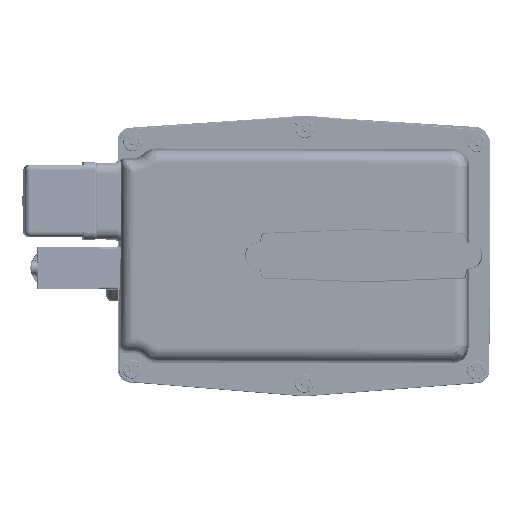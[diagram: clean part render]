
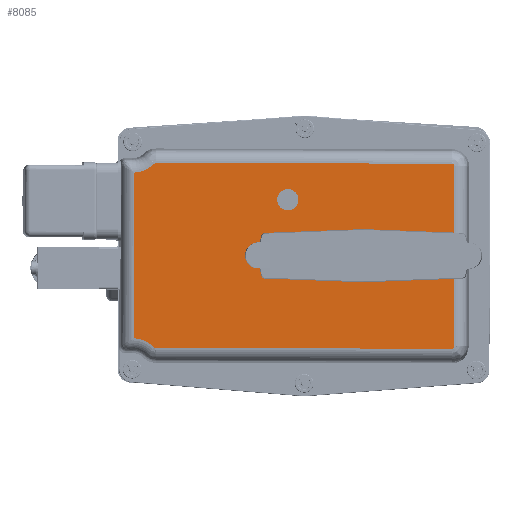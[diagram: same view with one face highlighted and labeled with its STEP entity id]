
A CAD part, top view. The second image highlights one B-rep face of the part: STEP entity #8085.
In plain terms, the highlighted planar face has unit normal (0, 0, 1).
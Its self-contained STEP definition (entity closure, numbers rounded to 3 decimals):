
#8085=ADVANCED_FACE('',(#19502,#19503),#19504,.T.);
#19502=FACE_OUTER_BOUND('',#37929,.T.);
#19503=FACE_BOUND('',#37930,.T.);
#19504=PLANE('',#37931);
#37929=EDGE_LOOP('',(#61517,#61518,#61519,#61520,#61521,#61522,#61523,#61524,#61525,#61526));
#37930=EDGE_LOOP('',(#61527,#61528));
#37931=AXIS2_PLACEMENT_3D('',#61529,#61530,#61531);
#61517=ORIENTED_EDGE('',*,*,#96693,.F.);
#61518=ORIENTED_EDGE('',*,*,#97038,.F.);
#61519=ORIENTED_EDGE('',*,*,#97039,.F.);
#61520=ORIENTED_EDGE('',*,*,#96760,.F.);
#61521=ORIENTED_EDGE('',*,*,#97040,.F.);
#61522=ORIENTED_EDGE('',*,*,#96751,.F.);
#61523=ORIENTED_EDGE('',*,*,#97041,.F.);
#61524=ORIENTED_EDGE('',*,*,#96746,.F.);
#61525=ORIENTED_EDGE('',*,*,#97042,.F.);
#61526=ORIENTED_EDGE('',*,*,#97043,.F.);
#61527=ORIENTED_EDGE('',*,*,#96822,.F.);
#61528=ORIENTED_EDGE('',*,*,#97036,.F.);
#61529=CARTESIAN_POINT('',(32.565,32.684,117.061));
#61530=DIRECTION('',(0.,0.,1.0));
#61531=DIRECTION('',(1.0,0.,0.0));
#96693=EDGE_CURVE('',#115405,#115407,#115408,.T.);
#96746=EDGE_CURVE('',#115501,#115503,#115504,.T.);
#96751=EDGE_CURVE('',#115510,#115512,#115513,.T.);
#96760=EDGE_CURVE('',#115526,#115528,#115529,.T.);
#96822=EDGE_CURVE('',#115632,#115628,#115634,.T.);
#97036=EDGE_CURVE('',#115628,#115632,#115950,.T.);
#97038=EDGE_CURVE('',#115952,#115405,#115953,.T.);
#97039=EDGE_CURVE('',#115528,#115952,#115954,.T.);
#97040=EDGE_CURVE('',#115512,#115526,#115955,.T.);
#97041=EDGE_CURVE('',#115503,#115510,#115956,.T.);
#97042=EDGE_CURVE('',#115957,#115501,#115958,.T.);
#97043=EDGE_CURVE('',#115407,#115957,#115959,.T.);
#115405=VERTEX_POINT('',#146409);
#115407=VERTEX_POINT('',#146426);
#115408=LINE('',#146427,#146428);
#115501=VERTEX_POINT('',#146570);
#115503=VERTEX_POINT('',#146572);
#115504=LINE('',#146573,#146574);
#115510=VERTEX_POINT('',#146581);
#115512=VERTEX_POINT('',#146583);
#115513=LINE('',#146584,#146585);
#115526=VERTEX_POINT('',#146600);
#115528=VERTEX_POINT('',#146602);
#115529=LINE('',#146603,#146604);
#115628=VERTEX_POINT('',#146740);
#115632=VERTEX_POINT('',#146744);
#115634=CIRCLE('',#146746,8.55);
#115950=CIRCLE('',#147108,8.55);
#115952=VERTEX_POINT('',#147110);
#115953=CIRCLE('',#147111,11.604);
#115954=CIRCLE('',#147112,0.906);
#115955=CIRCLE('',#147113,0.906);
#115956=CIRCLE('',#147114,0.906);
#115957=VERTEX_POINT('',#147115);
#115958=CIRCLE('',#147116,0.906);
#115959=CIRCLE('',#147117,11.604);
#146409=CARTESIAN_POINT('',(-93.208,-31.837,117.061));
#146426=CARTESIAN_POINT('',(-93.053,30.254,117.061));
#146427=CARTESIAN_POINT('',(-93.208,-31.837,117.061));
#146428=VECTOR('',#178450,62.091);
#146570=CARTESIAN_POINT('',(-84.829,33.882,117.061));
#146572=CARTESIAN_POINT('',(26.181,33.606,117.061));
#146573=CARTESIAN_POINT('',(-84.829,33.882,117.061));
#146574=VECTOR('',#178531,111.011);
#146581=CARTESIAN_POINT('',(27.085,32.698,117.061));
#146583=CARTESIAN_POINT('',(26.916,-34.879,117.061));
#146584=CARTESIAN_POINT('',(27.085,32.698,117.061));
#146585=VECTOR('',#178539,67.577);
#146600=CARTESIAN_POINT('',(26.008,-35.783,117.061));
#146602=CARTESIAN_POINT('',(-85.002,-35.507,117.061));
#146603=CARTESIAN_POINT('',(26.008,-35.783,117.061));
#146604=VECTOR('',#178554,111.011);
#146740=CARTESIAN_POINT('',(-7.013,-9.449,117.061));
#146744=CARTESIAN_POINT('',(-6.97,7.651,117.061));
#146746=AXIS2_PLACEMENT_3D('',#178658,#178659,#178660);
#147108=AXIS2_PLACEMENT_3D('',#179043,#179044,#179045);
#147110=CARTESIAN_POINT('',(-85.642,-35.239,117.061));
#147111=AXIS2_PLACEMENT_3D('',#179046,#179047,#179048);
#147112=AXIS2_PLACEMENT_3D('',#179049,#179050,#179051);
#147113=AXIS2_PLACEMENT_3D('',#179052,#179053,#179054);
#147114=AXIS2_PLACEMENT_3D('',#179055,#179056,#179057);
#147115=CARTESIAN_POINT('',(-85.471,33.619,117.061));
#147116=AXIS2_PLACEMENT_3D('',#179058,#179059,#179060);
#147117=AXIS2_PLACEMENT_3D('',#179061,#179062,#179063);
#178450=DIRECTION('',(0.002,1.,0.));
#178531=DIRECTION('',(1.,-0.002,0.));
#178539=DIRECTION('',(-0.002,-1.,0.));
#178554=DIRECTION('',(-1.,0.002,0.));
#178658=CARTESIAN_POINT('',(-6.991,-0.899,117.061));
#178659=DIRECTION('',(0.,0.,1.0));
#178660=DIRECTION('',(0.002,1.,0.));
#179043=CARTESIAN_POINT('',(-6.991,-0.899,117.061));
#179044=DIRECTION('',(0.,0.,1.0));
#179045=DIRECTION('',(0.002,1.,0.));
#179046=CARTESIAN_POINT('',(-93.87,-43.422,117.061));
#179047=DIRECTION('',(0.,0.,1.0));
#179048=DIRECTION('',(0.385,0.923,0.));
#179049=CARTESIAN_POINT('',(-85.,-34.601,117.061));
#179050=DIRECTION('',(0.,0.,-1.0));
#179051=DIRECTION('',(-0.385,-0.923,0.));
#179052=CARTESIAN_POINT('',(26.01,-34.877,117.061));
#179053=DIRECTION('',(0.,0.,-1.0));
#179054=DIRECTION('',(0.705,-0.709,0.));
#179055=CARTESIAN_POINT('',(26.179,32.7,117.061));
#179056=DIRECTION('',(0.,0.,-1.0));
#179057=DIRECTION('',(0.709,0.705,0.));
#179058=CARTESIAN_POINT('',(-84.832,32.977,117.061));
#179059=DIRECTION('',(0.,0.,-1.0));
#179060=DIRECTION('',(-0.381,0.925,0.));
#179061=CARTESIAN_POINT('',(-93.658,41.842,117.061));
#179062=DIRECTION('',(0.,0.,1.0));
#179063=DIRECTION('',(0.381,-0.925,0.));
